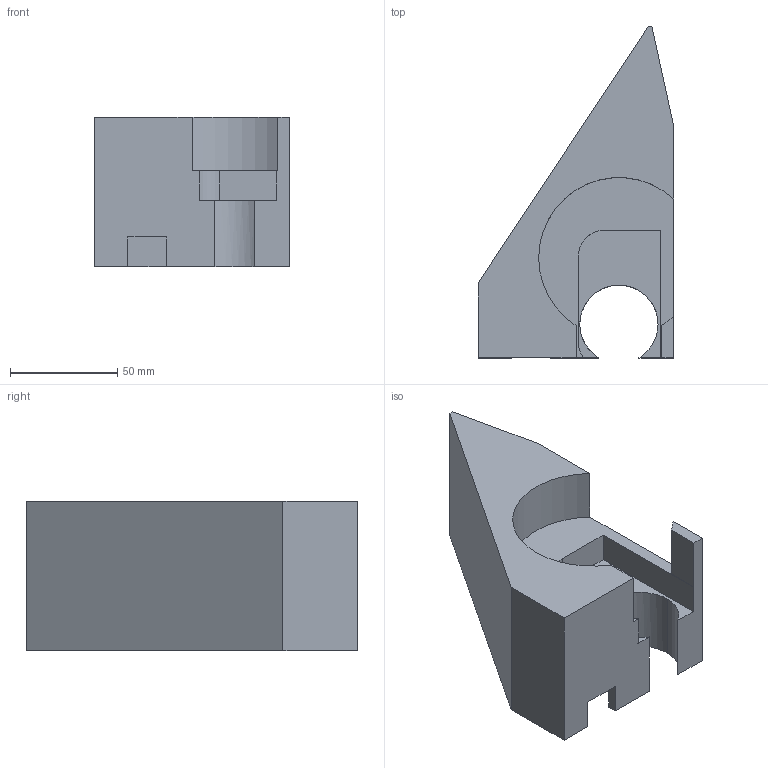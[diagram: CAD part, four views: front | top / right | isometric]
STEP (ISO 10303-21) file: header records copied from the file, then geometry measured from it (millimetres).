
FILE_DESCRIPTION (( 'STEP AP214' ), '1' );
FILE_NAME ('脫衵郪蚾1.STEP', '2025-02-11T03:43:46', ( '' ), ( '' ), 'SwSTEP 2.0', 'SolidWorks 2024', '' );
FILE_SCHEMA (( 'AUTOMOTIVE_DESIGN' ));
Length unit declared in the file: millimetre
Products named in the file (2): 叉右组装1; 叉右打印件
Assembly tree (1 placements, depth 2):
  叉右组装1
    叉右打印件
Bounding box: 91.21 x 155 x 70 mm (x, y, z)
Volume: 454520.3 mm3; surface area: 52647.7 mm2
Topology: 1 solids, 1 shells, 36 faces, 96 edges, 64 vertices
Faces by surface type: plane 25, cylinder 11
Entity records: 1179 total; most frequent: DIRECTION 200, CARTESIAN_POINT 200, ORIENTED_EDGE 192, EDGE_CURVE 96, LINE 72, VECTOR 72, VERTEX_POINT 64, AXIS2_PLACEMENT_3D 64
